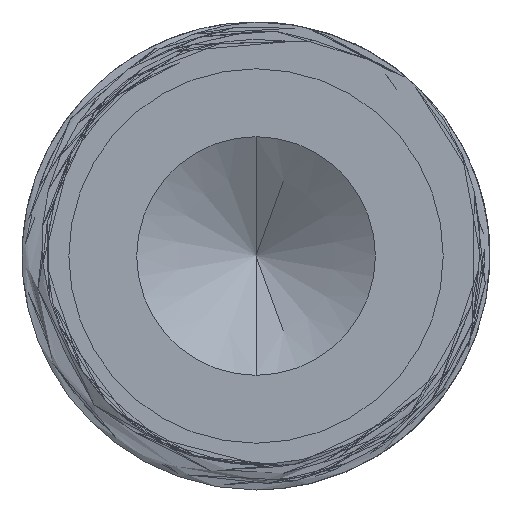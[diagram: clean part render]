
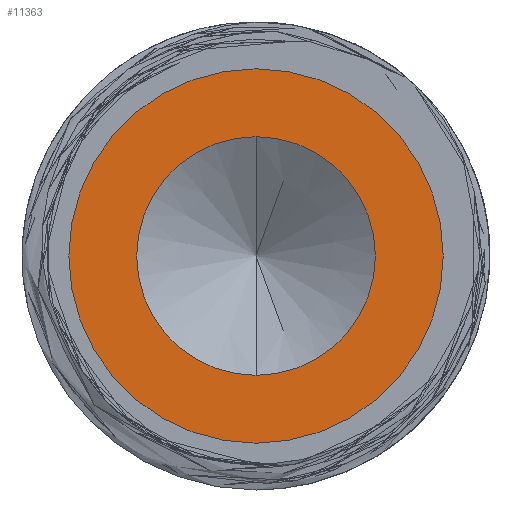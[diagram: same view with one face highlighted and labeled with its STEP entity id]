
A CAD part, left-side view. The second image highlights one B-rep face of the part: STEP entity #11363.
In plain terms, the highlighted planar face has unit normal (-1, 0, 0).
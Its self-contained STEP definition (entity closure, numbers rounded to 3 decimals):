
#935 = DIRECTION ( 'NONE',  ( 0., 0., 1. ) ) ;
#1232 = DIRECTION ( 'NONE',  ( 0., 0., -1. ) ) ;
#1550 = AXIS2_PLACEMENT_3D ( 'NONE', #8457, #8245, #5170 ) ;
#1782 = CIRCLE ( 'NONE', #9400, 5.1 ) ;
#1813 = DIRECTION ( 'NONE',  ( 0., 0., 1. ) ) ;
#2057 = EDGE_CURVE ( 'NONE', #4018, #12044, #12392, .T. ) ;
#2111 = ORIENTED_EDGE ( 'NONE', *, *, #2903, .T. ) ;
#2639 = EDGE_CURVE ( 'NONE', #9711, #8717, #9525, .T. ) ;
#2903 = EDGE_CURVE ( 'NONE', #8717, #9711, #6688, .T. ) ;
#4018 = VERTEX_POINT ( 'NONE', #12484 ) ;
#4032 = DIRECTION ( 'NONE',  ( -1., 0., 0. ) ) ;
#4047 = EDGE_CURVE ( 'NONE', #12044, #4018, #1782, .T. ) ;
#4298 = EDGE_LOOP ( 'NONE', ( #12579, #4427 ) ) ;
#4427 = ORIENTED_EDGE ( 'NONE', *, *, #2057, .F. ) ;
#5170 = DIRECTION ( 'NONE',  ( 0., 0., 1. ) ) ;
#5234 = FACE_BOUND ( 'NONE', #4298, .T. ) ;
#6323 = CARTESIAN_POINT ( 'NONE',  ( 0., 0., 0. ) ) ;
#6688 = CIRCLE ( 'NONE', #11035, 8. ) ;
#7316 = AXIS2_PLACEMENT_3D ( 'NONE', #9264, #10285, #1232 ) ;
#8225 = CARTESIAN_POINT ( 'NONE',  ( 0., 0., -8. ) ) ;
#8243 = PLANE ( 'NONE',  #7316 ) ;
#8245 = DIRECTION ( 'NONE',  ( -1., 0., 0. ) ) ;
#8457 = CARTESIAN_POINT ( 'NONE',  ( 0., 0., 0. ) ) ;
#8717 = VERTEX_POINT ( 'NONE', #10932 ) ;
#9119 = EDGE_LOOP ( 'NONE', ( #2111, #13436 ) ) ;
#9148 = DIRECTION ( 'NONE',  ( 0., 0., 1. ) ) ;
#9264 = CARTESIAN_POINT ( 'NONE',  ( 0., 0., 0. ) ) ;
#9400 = AXIS2_PLACEMENT_3D ( 'NONE', #6323, #10332, #935 ) ;
#9424 = CARTESIAN_POINT ( 'NONE',  ( 0., 0., 0. ) ) ;
#9525 = CIRCLE ( 'NONE', #13392, 8. ) ;
#9711 = VERTEX_POINT ( 'NONE', #8225 ) ;
#9927 = DIRECTION ( 'NONE',  ( -1., 0., 0. ) ) ;
#10285 = DIRECTION ( 'NONE',  ( 1., 0., 0. ) ) ;
#10332 = DIRECTION ( 'NONE',  ( -1., 0., 0. ) ) ;
#10932 = CARTESIAN_POINT ( 'NONE',  ( 0., 0., 8. ) ) ;
#11035 = AXIS2_PLACEMENT_3D ( 'NONE', #12956, #9927, #1813 ) ;
#11363 = ADVANCED_FACE ( 'NONE', ( #12508, #5234 ), #8243, .F. ) ;
#11892 = CARTESIAN_POINT ( 'NONE',  ( 0., 0., 5.1 ) ) ;
#12044 = VERTEX_POINT ( 'NONE', #11892 ) ;
#12392 = CIRCLE ( 'NONE', #1550, 5.1 ) ;
#12484 = CARTESIAN_POINT ( 'NONE',  ( 0., 0., -5.1 ) ) ;
#12508 = FACE_OUTER_BOUND ( 'NONE', #9119, .T. ) ;
#12579 = ORIENTED_EDGE ( 'NONE', *, *, #4047, .F. ) ;
#12956 = CARTESIAN_POINT ( 'NONE',  ( 0., 0., 0. ) ) ;
#13392 = AXIS2_PLACEMENT_3D ( 'NONE', #9424, #4032, #9148 ) ;
#13436 = ORIENTED_EDGE ( 'NONE', *, *, #2639, .T. ) ;
